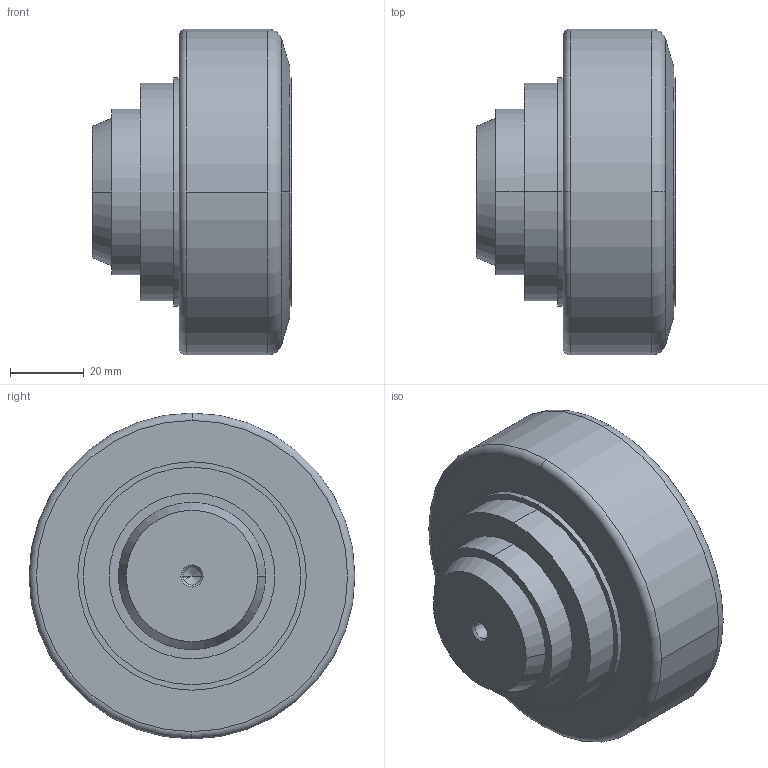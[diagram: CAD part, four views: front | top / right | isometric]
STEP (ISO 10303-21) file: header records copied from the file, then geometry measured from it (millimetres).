
FILE_DESCRIPTION(('STEP AP203'),'1');
FILE_NAME('2_058.stp','2014-08-06T07:12:57',('TraceParts'),('TraceParts S.A.'),'XStep 1.0',' ',' ');
FILE_SCHEMA(('CONFIG_CONTROL_DESIGN'));
Length unit declared in the file: millimetre
Products named in the file (1): 1
Bounding box: 54 x 88.4 x 88.4 mm (x, y, z)
Volume: 227676.6 mm3; surface area: 23531.8 mm2
Topology: 1 solids, 1 shells, 36 faces, 79 edges, 50 vertices
Faces by surface type: cylinder 14, cone 10, plane 8, torus 4
Entity records: 1046 total; most frequent: DIRECTION 204, CARTESIAN_POINT 164, ORIENTED_EDGE 154, AXIS2_PLACEMENT_3D 90, EDGE_CURVE 77, CIRCLE 53, VERTEX_POINT 50, EDGE_LOOP 43
